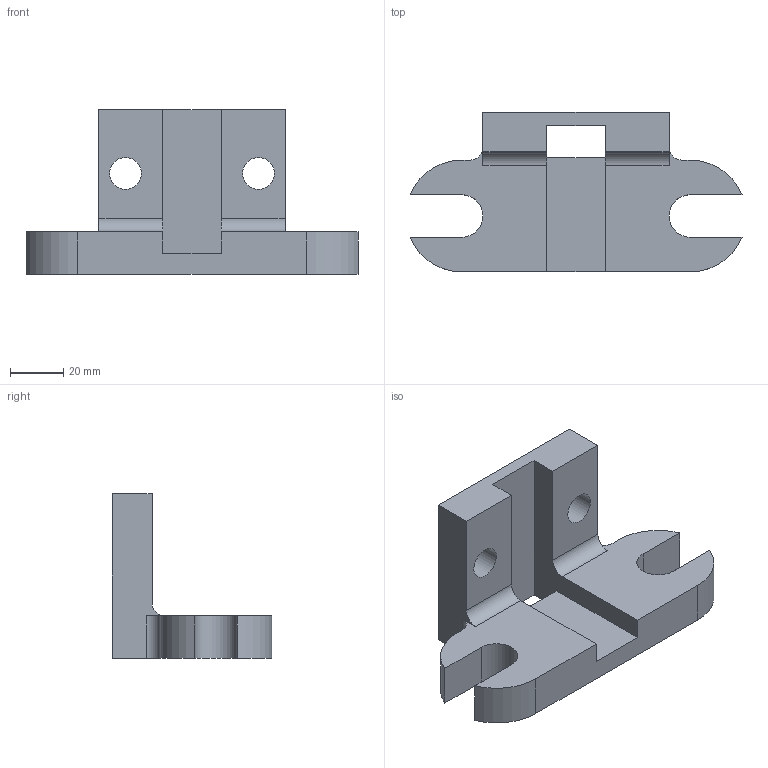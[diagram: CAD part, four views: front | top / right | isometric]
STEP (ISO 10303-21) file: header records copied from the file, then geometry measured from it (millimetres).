
FILE_DESCRIPTION(/* description */ (''),/* implementation_level */ '2;1');
FILE_NAME(/* name */ 'Part 022.stp',/* time_stamp */ '2015-02-20T18:14:31+02:00',/* author */ ('SFC'),/* organization */ (''),/* preprocessor_version */ 'ST-DEVELOPER v15.2',/* originating_system */ 'Autodesk Inventor 2014',/* authorisation */ '');
FILE_SCHEMA (('AUTOMOTIVE_DESIGN { 1 0 10303 214 3 1 1 }'));
Length unit declared in the file: millimetre
Products named in the file (1): Part 022
Bounding box: 124.83 x 60 x 62 mm (x, y, z)
Volume: 109840.4 mm3; surface area: 27948.6 mm2
Topology: 1 solids, 1 shells, 33 faces, 98 edges, 66 vertices
Faces by surface type: plane 21, cylinder 12
Full cylindrical faces by diameter (mm): 12 x2
Entity records: 1141 total; most frequent: CARTESIAN_POINT 192, ORIENTED_EDGE 188, DIRECTION 186, EDGE_CURVE 94, LINE 70, VECTOR 70, VERTEX_POINT 64, AXIS2_PLACEMENT_3D 58
